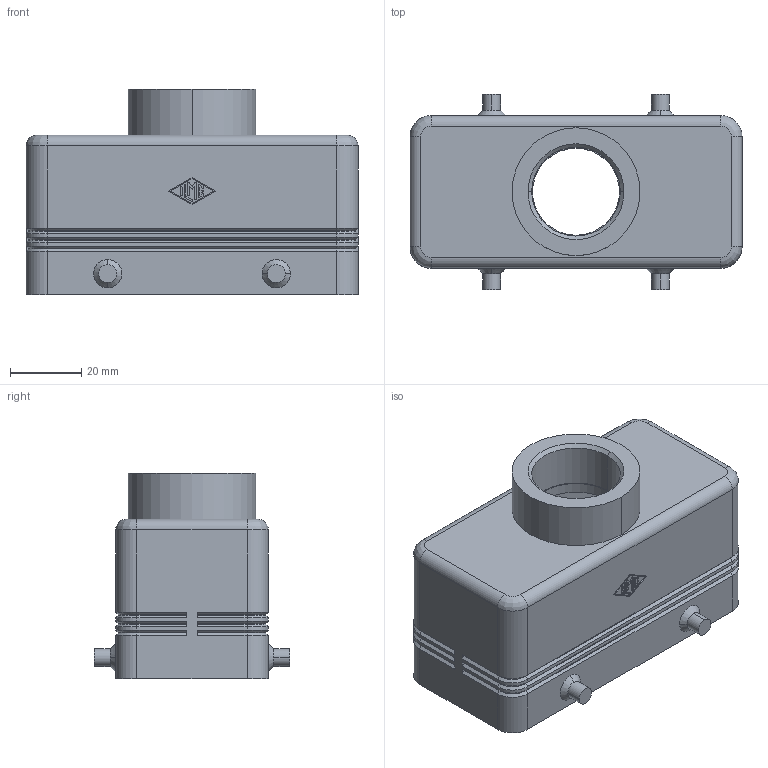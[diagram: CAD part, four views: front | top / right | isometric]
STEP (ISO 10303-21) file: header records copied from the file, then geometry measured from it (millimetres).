
FILE_DESCRIPTION(('Creo Elements/Direct Modeling STEP Export'),'2;1');
FILE_NAME('0lndrp342s88s333788','2016-05-24T16:35:33',(''),(''),'PTC Creo Elements/Direct Modeling STEP processor for AP214 (Solid Model)','PTC Creo Elements/Direct Modeling 19.0B 21-Mar-2015 (C) Parametric Technology GmbH','');
FILE_SCHEMA(('AUTOMOTIVE_DESIGN { 1 0 10303 214 1 1 1 1 }'));
Length unit declared in the file: millimetre
Products named in the file (1): MHVR_16.25
Bounding box: 93.5 x 55 x 58 mm (x, y, z)
Volume: 58439.7 mm3; surface area: 32963.2 mm2
Topology: 1 solids, 1 shells, 280 faces, 677 edges, 412 vertices
Faces by surface type: plane 148, cylinder 86, cone 42, bspline 4
Entity records: 7890 total; most frequent: CARTESIAN_POINT 1447, ORIENTED_EDGE 1338, DIRECTION 1323, EDGE_CURVE 669, VECTOR 467, LINE 467, AXIS2_PLACEMENT_3D 428, VERTEX_POINT 412
